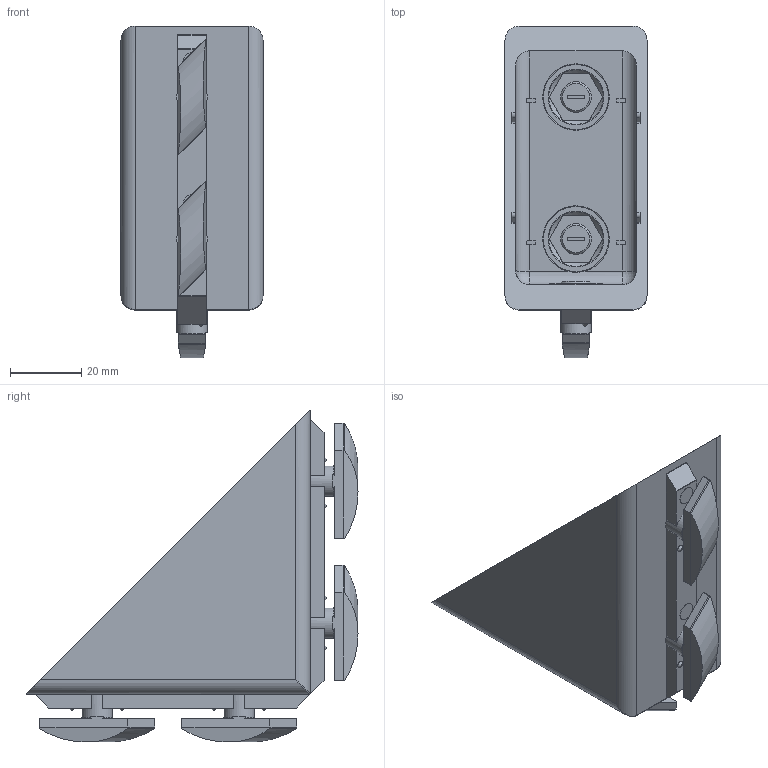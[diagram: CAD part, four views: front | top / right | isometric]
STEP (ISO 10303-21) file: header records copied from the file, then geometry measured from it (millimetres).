
FILE_DESCRIPTION(/* description */ ('STEP AP214'),/* implementation_level */ '2;1');
FILE_NAME(/* name */ '1025179.stp',/* time_stamp */ '2024-05-07T09:35:02+02:00',/* author */ ('b.steehouwer'),/* organization */ ('CADENAS'),/* preprocessor_version */ 'ST-DEVELOPER v18.1',/* originating_system */ 'Autodesk Inventor 2021',/* authorisation */ ' ');
FILE_SCHEMA (('AUTOMOTIVE_DESIGN { 1 0 10303 214 3 1 1 }'));
Length unit declared in the file: millimetre
Products named in the file (6): 1025179; 1025179-1; 1025179-2; 1025179-3; 1025179-4; 1025179-5
Assembly tree (5 placements, depth 2):
  1025179
    1025179-1
    1025179-2
    1025179-3
    1025179-4
    1025179-5
Bounding box: 40 x 93.5 x 93.5 mm (x, y, z)
Volume: 61904.9 mm3; surface area: 29584.2 mm2
Topology: 5 solids, 9 shells, 401 faces, 1074 edges, 706 vertices
Faces by surface type: plane 204, cylinder 101, cone 48, torus 44, bspline 2, sphere 2
Full cylindrical faces by diameter (mm): 5 x4, 8.5 x4, 8.7 x8, 18.714 x4
Entity records: 13699 total; most frequent: CARTESIAN_POINT 2939, ORIENTED_EDGE 2132, DIRECTION 2130, EDGE_CURVE 1066, AXIS2_PLACEMENT_3D 762, VERTEX_POINT 706, LINE 606, VECTOR 606
